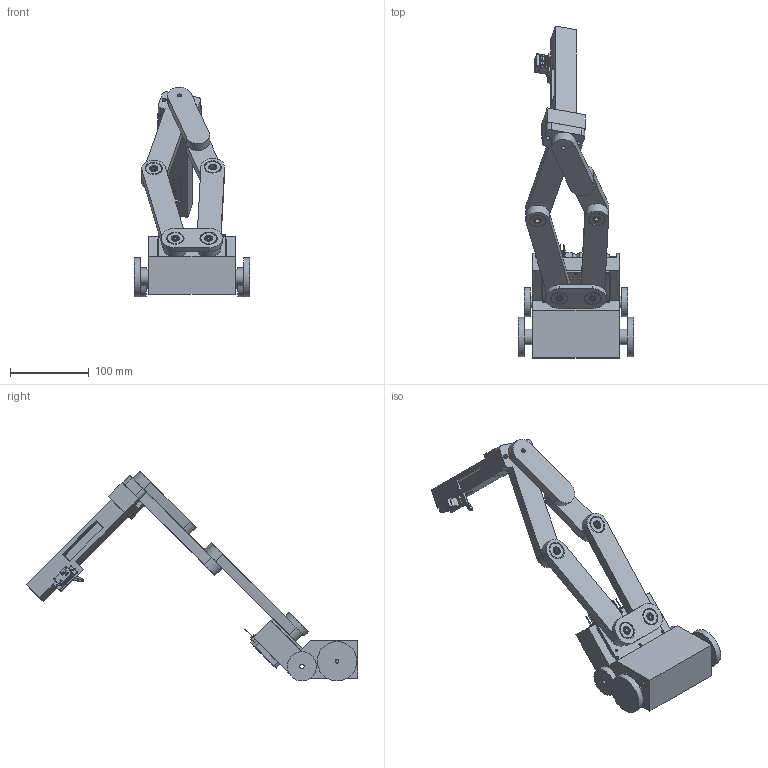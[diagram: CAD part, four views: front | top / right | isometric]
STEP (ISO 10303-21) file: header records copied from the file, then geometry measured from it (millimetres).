
FILE_DESCRIPTION(/* description */ ('STEP AP242','CAx-IF Rec.Pracs.---Representation and Presentation of Product Manufacturing Information (PMI)---4.0---2014-10-13','CAx-IF Rec.Pracs.---3D Tessellated Geometry---0.4---2014-09-14','2;1'),/* implementation_level */ '2;1');
FILE_NAME(/* name */ '687444a53ccb6525732b7c56',/* time_stamp */ '2025-07-13T23:43:34Z',/* author */ (''),/* organization */ (''),/* preprocessor_version */ 'ST-DEVELOPER v20',/* originating_system */ 'ONSHAPE BY PTC INC, 1.200',/* authorisation */ ' ');
FILE_SCHEMA (('AP242_MANAGED_MODEL_BASED_3D_ENGINEERING_MIM_LF { 1 0 10303 442 1 1 4 }'));
Length unit declared in the file: metre
Products named in the file (32): Drivetrain Assembly; Assembly 2 <2>; 17HE15-1504S; Assembly 2 <1>; Part 1; balero 8bore 22 radio 608rs v1; Part 2; Servo horn half SG90; SG90 - Micro Servo 9g - Tower Pro.1 <1>; SG90 - Micro Servo 9g - Tower Pro.1; Assembly 1 <1>; Part 3
Assembly tree (44 placements, depth 4):
  Drivetrain Assembly
    Assembly 2 <2>
      17HE15-1504S
    Assembly 2 <1>
      17HE15-1504S
    Part 1  x2
    balero 8bore 22 radio 608rs v1  x2
    Part 2  x2
    Servo horn half SG90
    Part 1
    Part 1
    SG90 - Micro Servo 9g - Tower Pro.1 <1>
      SG90 - Micro Servo 9g - Tower Pro.1
      SG90 - Micro Servo 9g - Tower Pro.1
      SG90 - Micro Servo 9g - Tower Pro.1
      SG90 - Micro Servo 9g - Tower Pro.1
      SG90 - Micro Servo 9g - Tower Pro.1
      SG90 - Micro Servo 9g - Tower Pro.1
      SG90 - Micro Servo 9g - Tower Pro.1
      SG90 - Micro Servo 9g - Tower Pro.1
      SG90 - Micro Servo 9g - Tower Pro.1
      SG90 - Micro Servo 9g - Tower Pro.1
      SG90 - Micro Servo 9g - Tower Pro.1
      SG90 - Micro Servo 9g - Tower Pro.1
      SG90 - Micro Servo 9g - Tower Pro.1
    Assembly 1 <1>
      Part 1  x2
      balero 8bore 22 radio 608rs v1  x5
      Assembly 2 <1>
        17HE15-1504S
      Part 2  x2
      Part 3
      17HE15-1504S
      Part 2
      Part 1
      Part 3
Bounding box: 147 x 421.2 x 266.31 mm (x, y, z)
Volume: 863939 mm3; surface area: 254612.2 mm2
Topology: 39 solids, 39 shells, 2252 faces, 6167 edges, 4201 vertices
Faces by surface type: plane 1537, cylinder 536, torus 69, sphere 62, cone 25, bspline 23
Full cylindrical faces by diameter (mm): 0.2 x1, 0.5 x1, 1 x8, 1.132 x8, 1.14 x24, 1.6 x2, 1.8 x4, 2 x4, 2.2 x3, 2.5 x16, 3.4 x22, 4 x6, 4.6 x16, 5 x15, 5.4 x9, 5.6 x8, 6 x16, 7 x9, 8 x14, 10 x7, 15 x2, 20 x12, 22 x18, 23 x2, 25 x2, 37 x2, 50 x2
Entity records: 47943 total; most frequent: CARTESIAN_POINT 13677, ORIENTED_EDGE 6704, DIRECTION 6034, EDGE_CURVE 3352, VERTEX_POINT 2530, LINE 2020, VECTOR 2020, AXIS2_PLACEMENT_3D 2007
